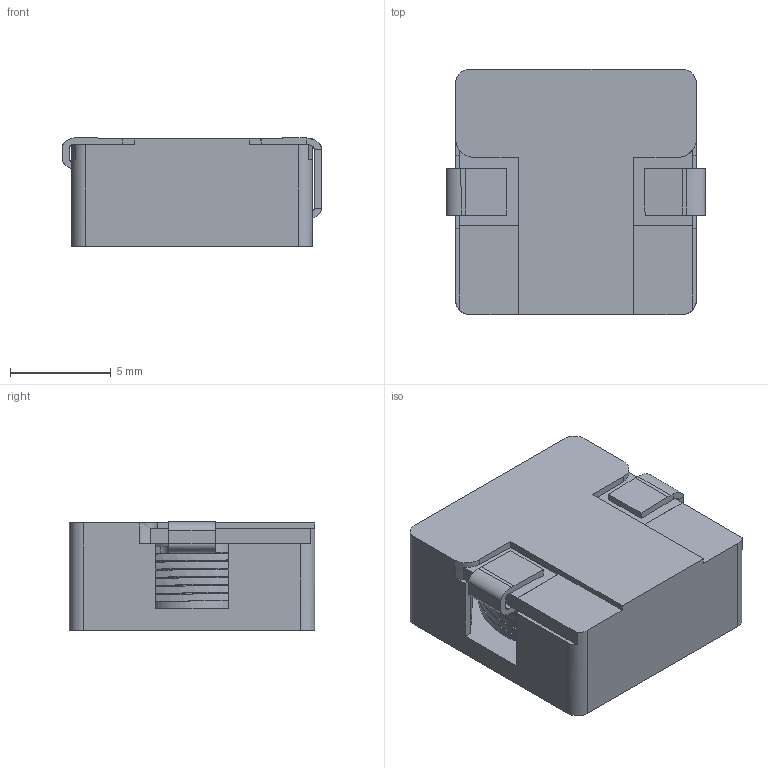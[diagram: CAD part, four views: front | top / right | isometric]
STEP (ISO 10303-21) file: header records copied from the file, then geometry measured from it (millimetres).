
FILE_DESCRIPTION(/* description */ ('Unknown'),/* implementation_level */ '2;1');
FILE_NAME(/* name */ 'HM73-30XXXLF',/* time_stamp */ '2021-12-21T11:50:40+08:00',/* author */ ('Unknown'),/* organization */ ('Unknown'),/* preprocessor_version */ 'ST-DEVELOPER v16.7',/* originating_system */ 'Solid Edge',/* authorisation */ 'Unknown');
FILE_SCHEMA (('AUTOMOTIVE_DESIGN {1 0 10303 214 3 1 1}'));
Length unit declared in the file: millimetre
Products named in the file (1): HM73-30
Bounding box: 12.87 x 12.21 x 5.42 mm (x, y, z)
Volume: 672.3 mm3; surface area: 1687.1 mm2
Topology: 2 solids, 2 shells, 217 faces, 572 edges, 372 vertices
Faces by surface type: plane 164, bspline 49, cylinder 4
Entity records: 9853 total; most frequent: CARTESIAN_POINT 3512, ORIENTED_EDGE 1134, DIRECTION 723, EDGE_CURVE 567, VERTEX_POINT 372, LINE 365, VECTOR 365, EDGE_LOOP 243
